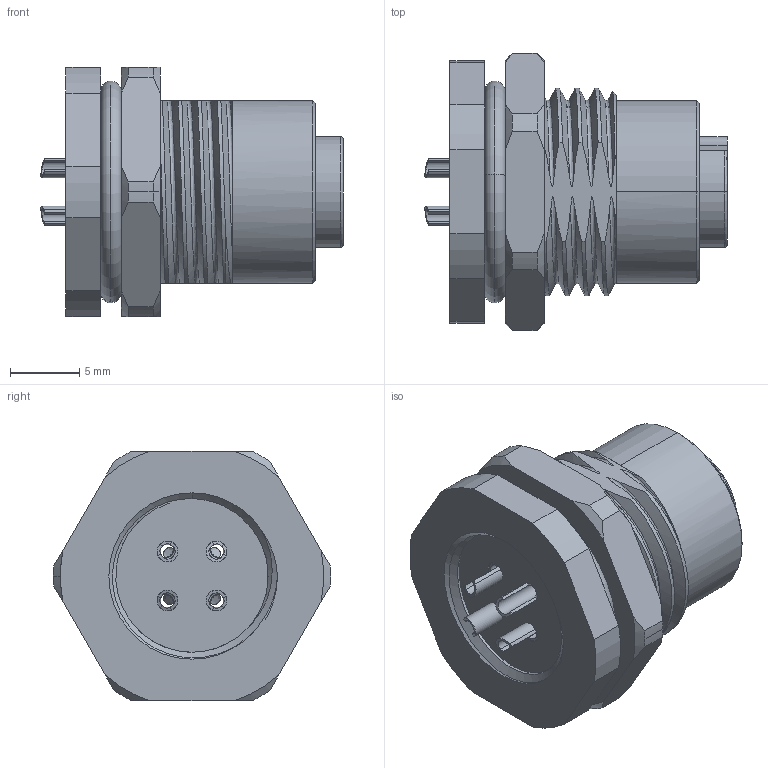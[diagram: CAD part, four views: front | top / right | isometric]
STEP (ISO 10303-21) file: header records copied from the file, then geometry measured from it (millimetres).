
FILE_DESCRIPTION (( 'STEP AP203' ), '1' );
FILE_NAME ('54-00345revA.STEP', '2023-02-03T22:11:53', ( '' ), ( '' ), 'SwSTEP 2.0', 'SolidWorks 2021', '' );
FILE_SCHEMA (( 'CONFIG_CONTROL_DESIGN' ));
Length unit declared in the file: millimetre
Products named in the file (7): 54-00345-01___; 54-00345-04___; 54-00345-03___; 54-00345revA; 54-00345-06___; 54-00345-05___; 54-00345-02___
Assembly tree (9 placements, depth 2):
  54-00345revA
    54-00345-01___
    54-00345-02___
    54-00345-03___  x4
    54-00345-06___
    54-00345-05___
    54-00345-04___
Bounding box: 21.8 x 20 x 18 mm (x, y, z)
Volume: 2901 mm3; surface area: 5118.8 mm2
Topology: 9 solids, 9 shells, 552 faces, 1428 edges, 908 vertices
Faces by surface type: cylinder 183, plane 148, torus 83, cone 71, bspline 67
Entity records: 23147 total; most frequent: CARTESIAN_POINT 15667, ORIENTED_EDGE 1554, DIRECTION 1235, EDGE_CURVE 777, VERTEX_POINT 500, AXIS2_PLACEMENT_3D 493, EDGE_LOOP 323, FACE_OUTER_BOUND 297
